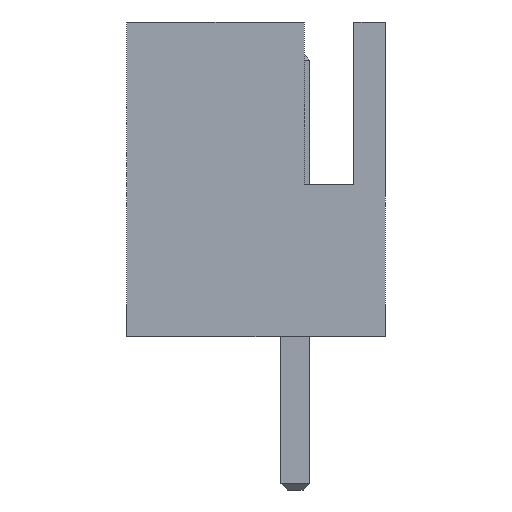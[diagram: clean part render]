
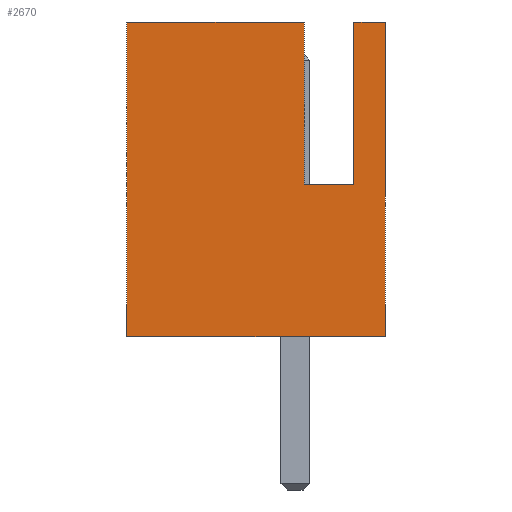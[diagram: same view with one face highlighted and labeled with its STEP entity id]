
A CAD part, left-side view. The second image highlights one B-rep face of the part: STEP entity #2670.
In plain terms, the highlighted planar face has unit normal (-1, 0, 0).
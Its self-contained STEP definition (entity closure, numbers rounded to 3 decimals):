
#74=FACE_OUTER_BOUND('',#226,.T.);
#226=EDGE_LOOP('',(#1943,#1944,#1945,#1946,#1947,#1948,#1949,#1950));
#376=LINE('',#3704,#752);
#407=LINE('',#3766,#783);
#420=LINE('',#3793,#796);
#482=LINE('',#3918,#858);
#496=LINE('',#3947,#872);
#523=LINE('',#3995,#899);
#525=LINE('',#3999,#901);
#526=LINE('',#4000,#902);
#752=VECTOR('',#2997,1000.);
#783=VECTOR('',#3030,1000.);
#796=VECTOR('',#3049,1000.);
#858=VECTOR('',#3153,1000.);
#872=VECTOR('',#3177,1000.);
#899=VECTOR('',#3208,1000.);
#901=VECTOR('',#3212,1000.);
#902=VECTOR('',#3213,1000.);
#1128=VERTEX_POINT('',#3701);
#1129=VERTEX_POINT('',#3703);
#1158=VERTEX_POINT('',#3763);
#1159=VERTEX_POINT('',#3765);
#1212=VERTEX_POINT('',#3917);
#1221=VERTEX_POINT('',#3945);
#1222=VERTEX_POINT('',#3946);
#1242=VERTEX_POINT('',#3998);
#1370=EDGE_CURVE('',#1128,#1129,#376,.T.);
#1401=EDGE_CURVE('',#1158,#1159,#407,.T.);
#1416=EDGE_CURVE('',#1159,#1128,#420,.T.);
#1478=EDGE_CURVE('',#1212,#1129,#482,.T.);
#1492=EDGE_CURVE('',#1221,#1222,#496,.T.);
#1519=EDGE_CURVE('',#1221,#1212,#523,.T.);
#1521=EDGE_CURVE('',#1242,#1158,#525,.T.);
#1522=EDGE_CURVE('',#1222,#1242,#526,.T.);
#1943=ORIENTED_EDGE('',*,*,#1416,.F.);
#1944=ORIENTED_EDGE('',*,*,#1401,.F.);
#1945=ORIENTED_EDGE('',*,*,#1521,.F.);
#1946=ORIENTED_EDGE('',*,*,#1522,.F.);
#1947=ORIENTED_EDGE('',*,*,#1492,.F.);
#1948=ORIENTED_EDGE('',*,*,#1519,.T.);
#1949=ORIENTED_EDGE('',*,*,#1478,.T.);
#1950=ORIENTED_EDGE('',*,*,#1370,.F.);
#2520=PLANE('',#2845);
#2670=ADVANCED_FACE('',(#74),#2520,.F.);
#2845=AXIS2_PLACEMENT_3D('',#3997,#3210,#3211);
#2997=DIRECTION('',(0.,0.,-1.));
#3030=DIRECTION('',(0.,0.,1.));
#3049=DIRECTION('',(0.,-1.,0.));
#3153=DIRECTION('',(0.,-1.,0.));
#3177=DIRECTION('',(0.,-1.,0.));
#3208=DIRECTION('',(0.,0.,-1.));
#3210=DIRECTION('center_axis',(1.,0.,0.));
#3211=DIRECTION('ref_axis',(0.,0.,-1.));
#3212=DIRECTION('',(0.,-1.,0.));
#3213=DIRECTION('',(0.,0.,-1.));
#3701=CARTESIAN_POINT('',(-7.45,-2.875,7.));
#3703=CARTESIAN_POINT('',(-7.45,-2.875,0.));
#3704=CARTESIAN_POINT('',(-7.45,-2.875,7.));
#3763=CARTESIAN_POINT('',(-7.45,-2.175,3.4));
#3765=CARTESIAN_POINT('',(-7.45,-2.175,7.));
#3766=CARTESIAN_POINT('',(-7.45,-2.175,7.));
#3793=CARTESIAN_POINT('',(-7.45,-2.875,7.));
#3917=CARTESIAN_POINT('',(-7.45,2.875,0.));
#3918=CARTESIAN_POINT('',(-7.45,-2.875,0.));
#3945=CARTESIAN_POINT('',(-7.45,2.875,7.));
#3946=CARTESIAN_POINT('',(-7.45,-1.075,7.));
#3947=CARTESIAN_POINT('',(-7.45,-2.875,7.));
#3995=CARTESIAN_POINT('',(-7.45,2.875,7.));
#3997=CARTESIAN_POINT('Origin',(-7.45,-2.875,7.));
#3998=CARTESIAN_POINT('',(-7.45,-1.075,3.4));
#3999=CARTESIAN_POINT('',(-7.45,-2.175,3.4));
#4000=CARTESIAN_POINT('',(-7.45,-1.075,7.));
